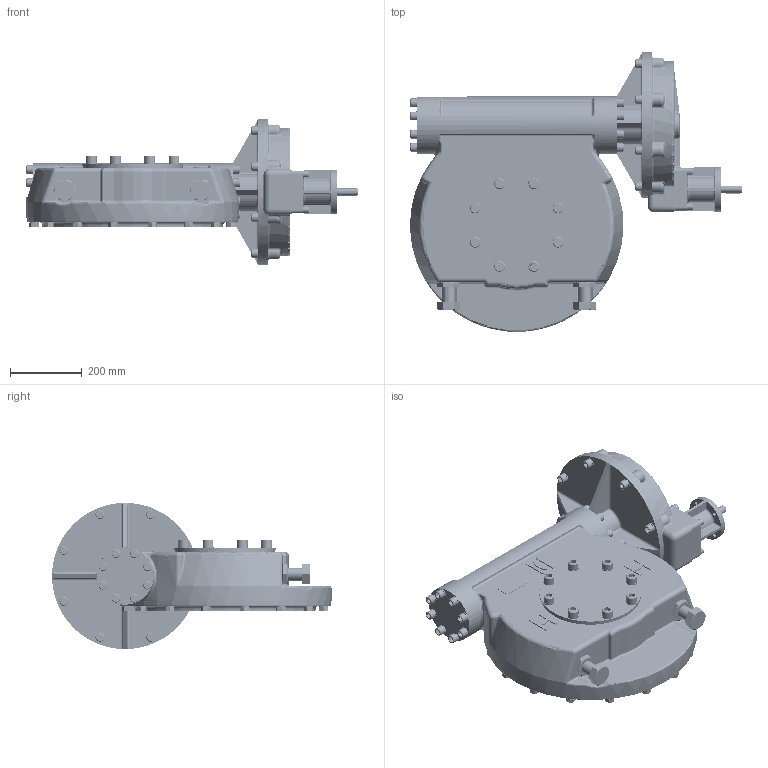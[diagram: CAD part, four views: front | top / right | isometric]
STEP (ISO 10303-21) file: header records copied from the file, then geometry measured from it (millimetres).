
FILE_DESCRIPTION(/* description */ ('Unknown'),/* implementation_level */ '2;1');
FILE_NAME(/* name */ 'PUB-IW9-IR2L simplified',/* time_stamp */ '2020-11-30T14:57:34+00:00',/* author */ ('Unknown'),/* organization */ ('Unknown'),/* preprocessor_version */ 'ST-DEVELOPER v16.7',/* originating_system */ 'Solid Edge',/* authorisation */ 'Unknown');
FILE_SCHEMA (('AUTOMOTIVE_DESIGN {1 0 10303 214 3 1 1}'));
Products named in the file (1): PUB-IW9-IR2L simplified
Bounding box: 927.16 x 781.45 x 408 mm (x, y, z)
Volume: 32023340.6 mm3; surface area: 3436300.6 mm2
Topology: 49 solids, 67 shells, 7699 faces, 20208 edges, 12892 vertices
Faces by surface type: plane 5960, cylinder 877, cone 311, bspline 277, torus 192, sphere 82
Full cylindrical faces by diameter (mm): 10.2 x4, 10.5 x4, 12 x4, 12.5 x4, 13 x4, 13.835 x18, 13.97 x1, 14 x24, 16 x56, 16.1 x16, 16.5 x32, 17 x8, 17.294 x16, 18 x5, 19 x4, 20 x9, 20.5 x8, 21 x8, 24 x24, 30 x8, 30.7 x8, 32 x2, 36 x4, 50 x3, 50.2 x2, 52 x1, 55.11 x1, 57.5 x1, 58 x1, 60 x2
Entity records: 294545 total; most frequent: CARTESIAN_POINT 69905, ORIENTED_EDGE 38522, DIRECTION 33131, EDGE_CURVE 19261, LINE 13259, VECTOR 13259, VERTEX_POINT 12645, AXIS2_PLACEMENT_3D 9936
